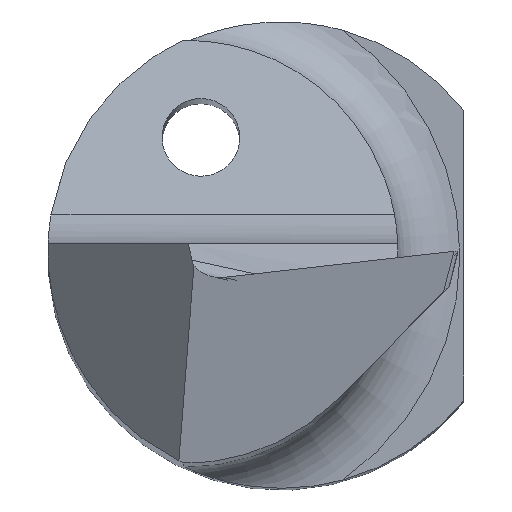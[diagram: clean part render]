
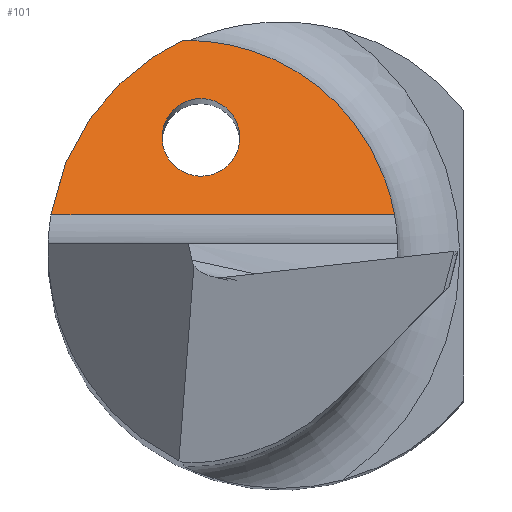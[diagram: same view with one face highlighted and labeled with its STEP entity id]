
A CAD part, top view. The second image highlights one B-rep face of the part: STEP entity #101.
In plain terms, the highlighted planar face has unit normal (0, 0.766, 0.643).
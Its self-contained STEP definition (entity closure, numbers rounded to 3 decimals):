
#2 = CARTESIAN_POINT ( 'NONE',  ( -2.032, 1.974, 37.92 ) ) ;
#41 = EDGE_CURVE ( 'NONE', #721, #721, #557, .T. ) ;
#52 = CARTESIAN_POINT ( 'NONE',  ( -1.032, 1.974, 37.92 ) ) ;
#59 = ORIENTED_EDGE ( 'NONE', *, *, #691, .F. ) ;
#80 = FACE_BOUND ( 'NONE', #527, .T. ) ;
#88 = LINE ( 'NONE', #294, #580 ) ;
#101 = ADVANCED_FACE ( 'NONE', ( #80, #274 ), #544, .F. ) ;
#115 = EDGE_CURVE ( 'NONE', #231, #120, #837, .T. ) ;
#120 = VERTEX_POINT ( 'NONE', #268 ) ;
#207 = CARTESIAN_POINT ( 'NONE',  ( -2.032, 0.974, 39.111 ) ) ;
#231 = VERTEX_POINT ( 'NONE', #669 ) ;
#255 = CARTESIAN_POINT ( 'NONE',  ( 1.215, 1.849, 38.069 ) ) ;
#264 = DIRECTION ( 'NONE',  ( 0., 0.643, -0.766 ) ) ;
#268 = CARTESIAN_POINT ( 'NONE',  ( -1.255, 2.725, 37.025 ) ) ;
#274 = FACE_OUTER_BOUND ( 'NONE', #627, .T. ) ;
#294 = CARTESIAN_POINT ( 'NONE',  ( -3., 0.474, 39.707 ) ) ;
#300 = EDGE_CURVE ( 'NONE', #231, #711, #88, .T. ) ;
#352 = DIRECTION ( 'NONE',  ( 0., -0.766, -0.643 ) ) ;
#376 = CARTESIAN_POINT ( 'NONE',  ( 1.458, 0.474, 39.707 ) ) ;
#406 = CARTESIAN_POINT ( 'NONE',  ( -2.801, 1.483, 38.505 ) ) ;
#410 = CARTESIAN_POINT ( 'NONE',  ( -3., 0.474, 39.707 ) ) ;
#459 = CARTESIAN_POINT ( 'NONE',  ( -0.032, 1.974, 37.92 ) ) ;
#478 = CARTESIAN_POINT ( 'NONE',  ( -0.032, 0.974, 39.111 ) ) ;
#496 = CARTESIAN_POINT ( 'NONE',  ( 1.458, 0.474, 39.707 ) ) ;
#527 = EDGE_LOOP ( 'NONE', ( #795 ) ) ;
#530 = CARTESIAN_POINT ( 'NONE',  ( -2.183, 2.298, 37.535 ) ) ;
#544 = PLANE ( 'NONE',  #722 ) ;
#557 =( BOUNDED_CURVE ( )  B_SPLINE_CURVE ( 3, ( #679, #2, #207, #686, #478, #459, #623 ),
 .UNSPECIFIED., .T., .F. ) 
 B_SPLINE_CURVE_WITH_KNOTS ( ( 4, 3, 4 ),
 ( 0., 3.142, 6.283 ),
 .UNSPECIFIED. ) 
 CURVE ( )  GEOMETRIC_REPRESENTATION_ITEM ( )  RATIONAL_B_SPLINE_CURVE ( ( 1., 0.333, 0.333, 1., 0.333, 0.333, 1. ) ) 
 REPRESENTATION_ITEM ( '' )  );
#560 = ORIENTED_EDGE ( 'NONE', *, *, #115, .F. ) ;
#580 = VECTOR ( 'NONE', #647, 1000. ) ;
#623 = CARTESIAN_POINT ( 'NONE',  ( -1.032, 1.974, 37.92 ) ) ;
#626 =( BOUNDED_CURVE ( )  B_SPLINE_CURVE ( 3, ( #688, #861, #255, #496 ),
 .UNSPECIFIED., .F., .F. ) 
 B_SPLINE_CURVE_WITH_KNOTS ( ( 4, 4 ),
 ( 6.272, 7.679 ),
 .UNSPECIFIED. ) 
 CURVE ( )  GEOMETRIC_REPRESENTATION_ITEM ( )  RATIONAL_B_SPLINE_CURVE ( ( 1., 0.842, 0.842, 1. ) ) 
 REPRESENTATION_ITEM ( '' )  );
#627 = EDGE_LOOP ( 'NONE', ( #832, #59, #560 ) ) ;
#647 = DIRECTION ( 'NONE',  ( 1., 0., 0. ) ) ;
#669 = CARTESIAN_POINT ( 'NONE',  ( -2.962, 0.474, 39.707 ) ) ;
#679 = CARTESIAN_POINT ( 'NONE',  ( -1.032, 1.974, 37.92 ) ) ;
#686 = CARTESIAN_POINT ( 'NONE',  ( -1.032, 0.974, 39.111 ) ) ;
#688 = CARTESIAN_POINT ( 'NONE',  ( -1.255, 2.725, 37.025 ) ) ;
#691 = EDGE_CURVE ( 'NONE', #120, #711, #626, .T. ) ;
#711 = VERTEX_POINT ( 'NONE', #376 ) ;
#721 = VERTEX_POINT ( 'NONE', #52 ) ;
#722 = AXIS2_PLACEMENT_3D ( 'NONE', #410, #352, #264 ) ;
#747 = CARTESIAN_POINT ( 'NONE',  ( -2.962, 0.474, 39.707 ) ) ;
#795 = ORIENTED_EDGE ( 'NONE', *, *, #41, .F. ) ;
#802 = CARTESIAN_POINT ( 'NONE',  ( -1.255, 2.725, 37.025 ) ) ;
#832 = ORIENTED_EDGE ( 'NONE', *, *, #300, .T. ) ;
#837 =( BOUNDED_CURVE ( )  B_SPLINE_CURVE ( 3, ( #747, #406, #530, #802 ),
 .UNSPECIFIED., .F., .F. ) 
 B_SPLINE_CURVE_WITH_KNOTS ( ( 4, 4 ),
 ( 4.871, 5.852 ),
 .UNSPECIFIED. ) 
 CURVE ( )  GEOMETRIC_REPRESENTATION_ITEM ( )  RATIONAL_B_SPLINE_CURVE ( ( 1., 0.921, 0.921, 1. ) ) 
 REPRESENTATION_ITEM ( '' )  );
#861 = CARTESIAN_POINT ( 'NONE',  ( 0.141, 2.74, 37.007 ) ) ;
